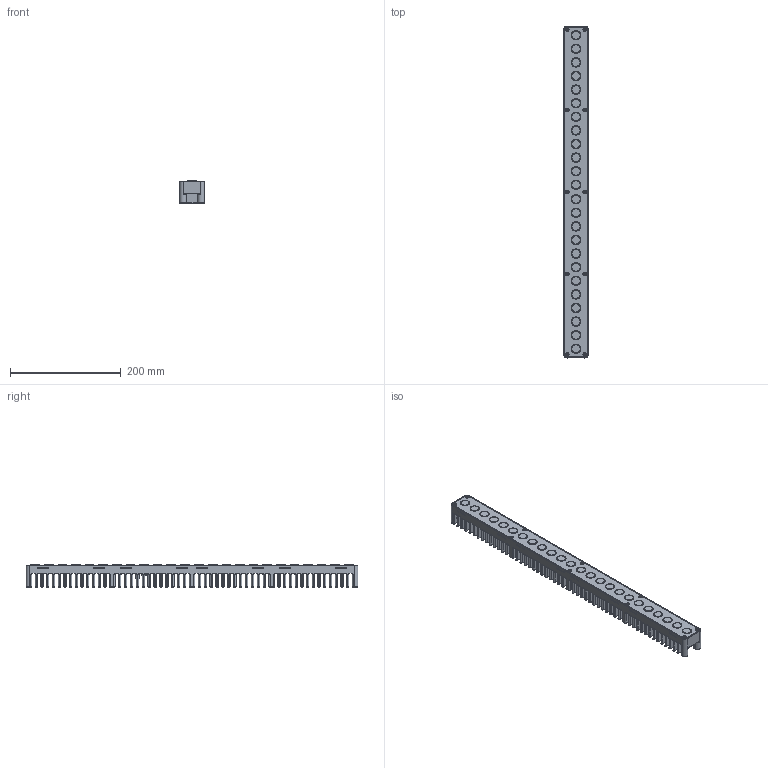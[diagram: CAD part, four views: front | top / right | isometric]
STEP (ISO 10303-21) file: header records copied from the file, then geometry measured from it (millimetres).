
FILE_DESCRIPTION(/* description */ ('Unknown'),/* implementation_level */ '2;1');
FILE_NAME(/* name */ 'LL2-600-CUSTOMERS',/* time_stamp */ '2025-05-29T12:10:59+02:00',/* author */ ('Unknown'),/* organization */ ('Smartview s. r. o.'),/* preprocessor_version */ 'ST-DEVELOPER v18.1',/* originating_system */ 'Solid Edge',/* authorisation */ 'Unknown');
FILE_SCHEMA (('AUTOMOTIVE_DESIGN {1 0 10303 214 3 1 1}'));
Products named in the file (1): LL2-600-CUSTOMERS
Bounding box: 44.4 x 600 x 40.45 mm (x, y, z)
Volume: 660326.8 mm3; surface area: 197632.3 mm2
Topology: 1 solids, 1 shells, 2078 faces, 5310 edges, 3366 vertices
Faces by surface type: plane 901, cylinder 519, cone 360, torus 293, bspline 5
Full cylindrical faces by diameter (mm): 1 x3, 1.002 x1, 1.567 x2, 5.5 x10, 5.6 x4, 5.8 x2, 5.9 x1, 6 x28, 6.2 x1, 6.8 x1, 6.804 x1, 7 x1, 7.1 x1, 8 x2
Entity records: 76456 total; most frequent: CARTESIAN_POINT 11546, DIRECTION 11021, ORIENTED_EDGE 10108, EDGE_CURVE 5054, AXIS2_PLACEMENT_3D 4120, VERTEX_POINT 3281, LINE 2781, VECTOR 2781
